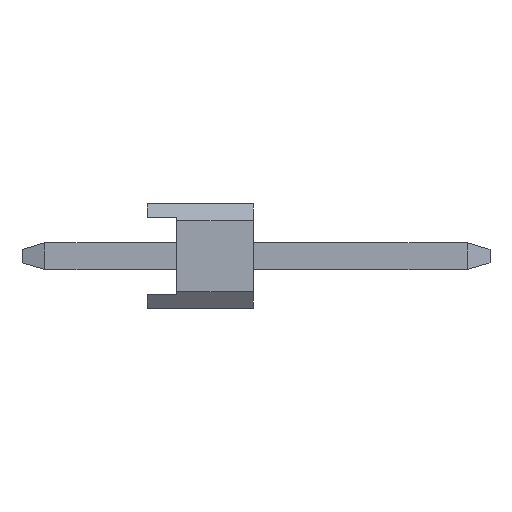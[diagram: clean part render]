
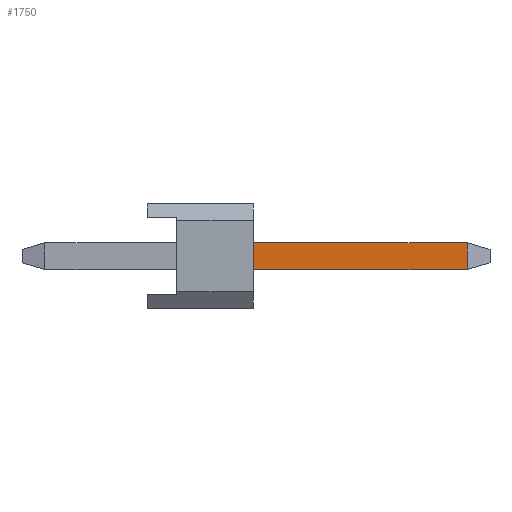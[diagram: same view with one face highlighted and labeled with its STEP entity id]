
A CAD part, left-side view. The second image highlights one B-rep face of the part: STEP entity #1750.
In plain terms, the highlighted planar face has unit normal (-1, 0, 0).
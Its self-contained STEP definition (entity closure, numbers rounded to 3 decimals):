
#1694=EDGE_CURVE('',#3456,#3616,#4200,.T.);
#1750=ADVANCED_FACE('',(#4262),#4263,.T.);
#2216=EDGE_CURVE('',#3224,#3456,#4781,.T.);
#3100=VERTEX_POINT('',#5753);
#3158=EDGE_CURVE('',#3100,#3224,#5815,.T.);
#3224=VERTEX_POINT('',#5896);
#3456=VERTEX_POINT('',#6151);
#3582=EDGE_CURVE('',#3616,#3100,#6289,.T.);
#3616=VERTEX_POINT('',#6326);
#4200=LINE('',#7148,#7149);
#4262=FACE_OUTER_BOUND('',#7225,.T.);
#4263=PLANE('',#7226);
#4781=LINE('',#7951,#7952);
#5753=CARTESIAN_POINT('',(-9.21,-2.54,-0.32));
#5815=LINE('',#9457,#9458);
#5896=CARTESIAN_POINT('',(-9.21,-2.54,0.32));
#6151=CARTESIAN_POINT('',(-9.21,-7.654,0.32));
#6289=LINE('',#10155,#10156);
#6326=CARTESIAN_POINT('',(-9.21,-7.654,-0.32));
#7148=CARTESIAN_POINT('',(-9.21,-7.654,0.5));
#7149=VECTOR('',#10812,1.0);
#7225=EDGE_LOOP('',(#10871,#10872,#10873,#10874));
#7226=AXIS2_PLACEMENT_3D('',#10875,#10876,#10877);
#7951=CARTESIAN_POINT('',(-9.21,-2.6,0.32));
#7952=VECTOR('',#11403,1.0);
#9457=CARTESIAN_POINT('',(-9.21,-2.54,0.252));
#9458=VECTOR('',#12423,1.0);
#10155=CARTESIAN_POINT('',(-9.21,2.454,-0.32));
#10156=VECTOR('',#12973,1.0);
#10812=DIRECTION('',(0.0,0.,-1.0));
#10871=ORIENTED_EDGE('',*,*,#3158,.F.);
#10872=ORIENTED_EDGE('',*,*,#3582,.F.);
#10873=ORIENTED_EDGE('',*,*,#1694,.F.);
#10874=ORIENTED_EDGE('',*,*,#2216,.F.);
#10875=CARTESIAN_POINT('',(-9.21,2.454,0.5));
#10876=DIRECTION('',(-1.0,0.,0.));
#10877=DIRECTION('',(0.,1.0,0.));
#11403=DIRECTION('',(0.,-1.0,0.));
#12423=DIRECTION('',(0.,0.,1.0));
#12973=DIRECTION('',(0.,1.0,0.));
